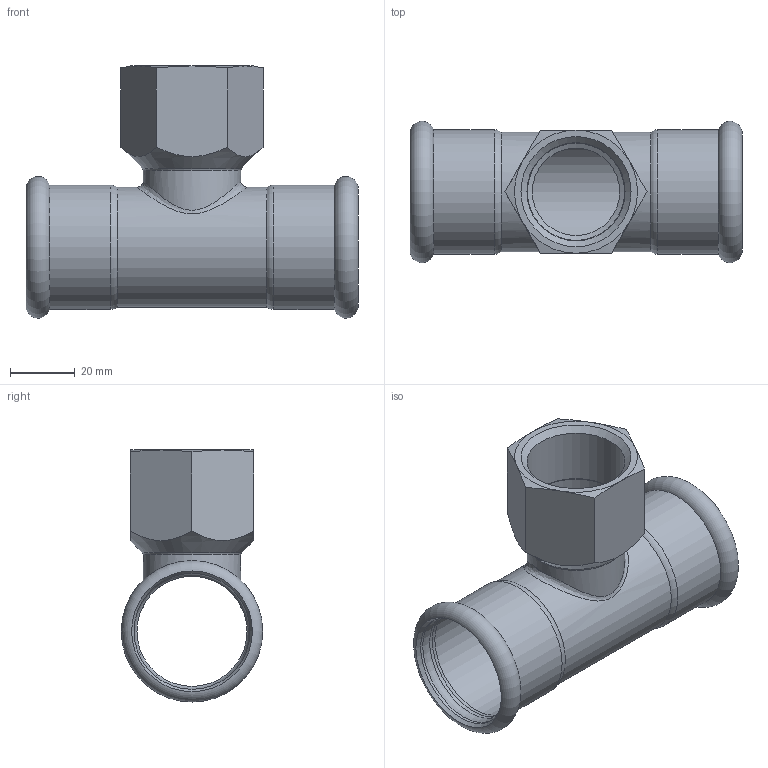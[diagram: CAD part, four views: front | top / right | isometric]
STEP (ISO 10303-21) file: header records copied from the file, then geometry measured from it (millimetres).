
FILE_DESCRIPTION(/* description */ (''),/* implementation_level */ '2;1');
FILE_NAME(/* name */ '389100035_Steelpres.stp',/* time_stamp */ '2022-10-21T15:47:31+02:00',/* author */ ('Vault'),/* organization */ ('Raccorderie metalliche s.p.a. '),/* preprocessor_version */ 'ST-DEVELOPER v18.1',/* originating_system */ 'Autodesk Inventor 2020',/* authorisation */ 'Raccorderie metalliche s.p.a. ');
FILE_SCHEMA (('AUTOMOTIVE_DESIGN { 1 0 10303 214 3 1 1 }'));
Length unit declared in the file: millimetre
Products named in the file (1): 389100035_Steelpres
Bounding box: 102.5 x 43.68 x 77.84 mm (x, y, z)
Volume: 37499.7 mm3; surface area: 32446.5 mm2
Topology: 1 solids, 1 shells, 50 faces, 156 edges, 108 vertices
Faces by surface type: cylinder 15, cone 12, torus 11, plane 10, bspline 2
Full cylindrical faces by diameter (mm): 27 x1, 27.6 x1, 30 x2, 30.291 x1, 34 x1, 35.4 x2, 35.8 x4, 37 x1, 38.4 x2
Entity records: 2260 total; most frequent: CARTESIAN_POINT 763, DIRECTION 328, ORIENTED_EDGE 314, EDGE_CURVE 157, AXIS2_PLACEMENT_3D 150, VERTEX_POINT 109, CIRCLE 101, EDGE_LOOP 54
